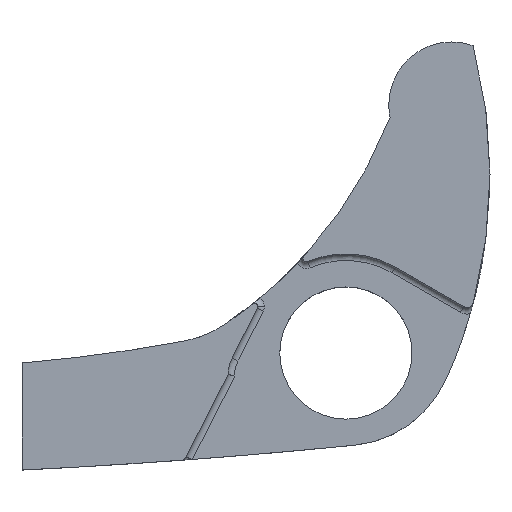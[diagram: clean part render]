
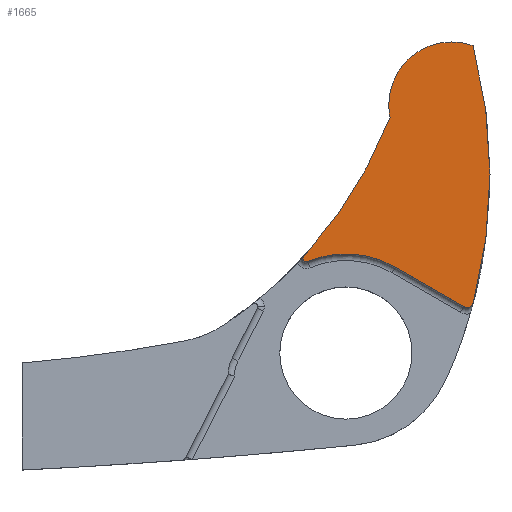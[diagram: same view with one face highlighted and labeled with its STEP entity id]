
A CAD part, top view. The second image highlights one B-rep face of the part: STEP entity #1665.
In plain terms, the highlighted planar face has unit normal (0, 0, 1).
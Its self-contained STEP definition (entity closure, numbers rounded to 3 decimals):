
#30 = EDGE_CURVE ( 'NONE', #1707, #1659, #344, .T. ) ;
#42 = VERTEX_POINT ( 'NONE', #167 ) ;
#123 = CARTESIAN_POINT ( 'NONE',  ( 7.5, 12.99, 10. ) ) ;
#128 = DIRECTION ( 'NONE',  ( 1., 0., 0. ) ) ;
#157 = ORIENTED_EDGE ( 'NONE', *, *, #486, .T. ) ;
#167 = CARTESIAN_POINT ( 'NONE',  ( 6.491, 37.562, 10. ) ) ;
#199 = CARTESIAN_POINT ( 'NONE',  ( 0., 0., 10. ) ) ;
#207 = PLANE ( 'NONE',  #1682 ) ;
#225 = VERTEX_POINT ( 'NONE', #464 ) ;
#281 = AXIS2_PLACEMENT_3D ( 'NONE', #742, #759, #128 ) ;
#293 = DIRECTION ( 'NONE',  ( 1., 0., 0. ) ) ;
#310 = DIRECTION ( 'NONE',  ( 0.866, -0.5, 0. ) ) ;
#344 = CIRCLE ( 'NONE', #1478, 15. ) ;
#350 = AXIS2_PLACEMENT_3D ( 'NONE', #1066, #1565, #293 ) ;
#373 = DIRECTION ( 'NONE',  ( 1., 0., 0. ) ) ;
#377 = AXIS2_PLACEMENT_3D ( 'NONE', #1213, #1226, #1852 ) ;
#464 = CARTESIAN_POINT ( 'NONE',  ( 17.818, 7.034, 10. ) ) ;
#486 = EDGE_CURVE ( 'NONE', #225, #1104, #546, .T. ) ;
#546 = CIRCLE ( 'NONE', #1321, 1. ) ;
#589 = DIRECTION ( 'NONE',  ( -1., 0., 0. ) ) ;
#592 = FACE_OUTER_BOUND ( 'NONE', #1215, .T. ) ;
#637 = DIRECTION ( 'NONE',  ( 1., 0., 0. ) ) ;
#704 = CARTESIAN_POINT ( 'NONE',  ( 19.238, 46.49, 10. ) ) ;
#742 = CARTESIAN_POINT ( 'NONE',  ( -55.594, 59.69, 10. ) ) ;
#755 = CARTESIAN_POINT ( 'NONE',  ( -6.366, 14.631, 10. ) ) ;
#757 = ORIENTED_EDGE ( 'NONE', *, *, #30, .T. ) ;
#759 = DIRECTION ( 'NONE',  ( 0., 0., 1. ) ) ;
#789 = DIRECTION ( 'NONE',  ( 0., 0., 1. ) ) ;
#892 = CIRCLE ( 'NONE', #377, 0.5 ) ;
#911 = CARTESIAN_POINT ( 'NONE',  ( 15.991, 37.562, 10. ) ) ;
#977 = ORIENTED_EDGE ( 'NONE', *, *, #1574, .T. ) ;
#1036 = CARTESIAN_POINT ( 'NONE',  ( 19.284, 7.644, 10. ) ) ;
#1066 = CARTESIAN_POINT ( 'NONE',  ( -53.742, 26.98, 10. ) ) ;
#1096 = CARTESIAN_POINT ( 'NONE',  ( 18.318, 7.9, 10. ) ) ;
#1104 = VERTEX_POINT ( 'NONE', #1036 ) ;
#1106 = ORIENTED_EDGE ( 'NONE', *, *, #1173, .T. ) ;
#1125 = AXIS2_PLACEMENT_3D ( 'NONE', #911, #789, #637 ) ;
#1129 = CIRCLE ( 'NONE', #1997, 9.5 ) ;
#1173 = EDGE_CURVE ( 'NONE', #1854, #42, #1324, .T. ) ;
#1191 = VECTOR ( 'NONE', #310, 1000. ) ;
#1213 = CARTESIAN_POINT ( 'NONE',  ( -5.997, 14.293, 10. ) ) ;
#1215 = EDGE_LOOP ( 'NONE', ( #1848, #1725, #757, #1802, #157, #977, #1106, #1767 ) ) ;
#1226 = DIRECTION ( 'NONE',  ( 0., 0., 1. ) ) ;
#1228 = VERTEX_POINT ( 'NONE', #755 ) ;
#1278 = CARTESIAN_POINT ( 'NONE',  ( -5.803, 13.832, 10. ) ) ;
#1283 = EDGE_CURVE ( 'NONE', #1228, #1707, #892, .T. ) ;
#1292 = CARTESIAN_POINT ( 'NONE',  ( 15.991, 37.562, 10. ) ) ;
#1313 = EDGE_CURVE ( 'NONE', #42, #1563, #1129, .T. ) ;
#1321 = AXIS2_PLACEMENT_3D ( 'NONE', #1096, #1835, #589 ) ;
#1324 = CIRCLE ( 'NONE', #1125, 9.5 ) ;
#1357 = LINE ( 'NONE', #1838, #1191 ) ;
#1467 = DIRECTION ( 'NONE',  ( 0., 0., 1. ) ) ;
#1478 = AXIS2_PLACEMENT_3D ( 'NONE', #199, #1905, #1576 ) ;
#1558 = EDGE_CURVE ( 'NONE', #1659, #225, #1357, .T. ) ;
#1563 = VERTEX_POINT ( 'NONE', #1721 ) ;
#1565 = DIRECTION ( 'NONE',  ( 0., 0., 1. ) ) ;
#1574 = EDGE_CURVE ( 'NONE', #1104, #1854, #1938, .T. ) ;
#1576 = DIRECTION ( 'NONE',  ( 1., 0., 0. ) ) ;
#1588 = DIRECTION ( 'NONE',  ( 0., 0., -1. ) ) ;
#1659 = VERTEX_POINT ( 'NONE', #123 ) ;
#1665 = ADVANCED_FACE ( 'NONE', ( #592 ), #207, .F. ) ;
#1682 = AXIS2_PLACEMENT_3D ( 'NONE', #1915, #1588, #373 ) ;
#1707 = VERTEX_POINT ( 'NONE', #1278 ) ;
#1721 = CARTESIAN_POINT ( 'NONE',  ( 6.677, 35.689, 10. ) ) ;
#1725 = ORIENTED_EDGE ( 'NONE', *, *, #1283, .T. ) ;
#1767 = ORIENTED_EDGE ( 'NONE', *, *, #1313, .T. ) ;
#1802 = ORIENTED_EDGE ( 'NONE', *, *, #1558, .T. ) ;
#1816 = CIRCLE ( 'NONE', #281, 66.737 ) ;
#1835 = DIRECTION ( 'NONE',  ( 0., 0., 1. ) ) ;
#1838 = CARTESIAN_POINT ( 'NONE',  ( 7.5, 12.99, 10. ) ) ;
#1848 = ORIENTED_EDGE ( 'NONE', *, *, #2016, .F. ) ;
#1852 = DIRECTION ( 'NONE',  ( -1., 0., 0. ) ) ;
#1854 = VERTEX_POINT ( 'NONE', #704 ) ;
#1905 = DIRECTION ( 'NONE',  ( 0., 0., -1. ) ) ;
#1915 = CARTESIAN_POINT ( 'NONE',  ( -98.5, 981.068, 10. ) ) ;
#1919 = DIRECTION ( 'NONE',  ( 1., 0., 0. ) ) ;
#1938 = CIRCLE ( 'NONE', #350, 75.542 ) ;
#1997 = AXIS2_PLACEMENT_3D ( 'NONE', #1292, #1467, #1919 ) ;
#2016 = EDGE_CURVE ( 'NONE', #1228, #1563, #1816, .T. ) ;
